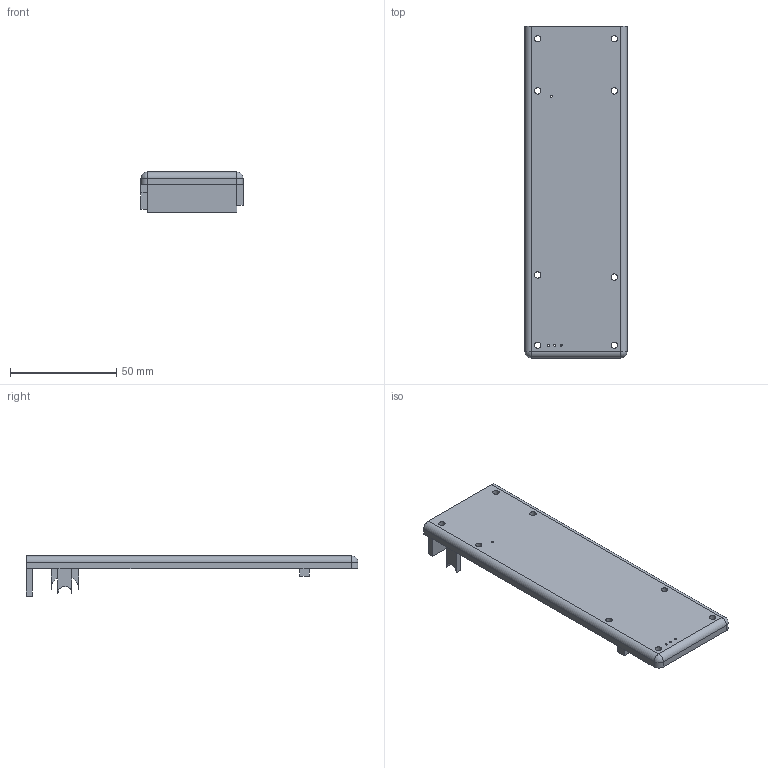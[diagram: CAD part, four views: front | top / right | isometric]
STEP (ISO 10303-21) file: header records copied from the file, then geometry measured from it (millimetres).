
FILE_DESCRIPTION(('FreeCAD Model'),'2;1');
FILE_NAME('Top_half.step', '2020-10-04T17:09:31',('Author'),(''), 'Open CASCADE STEP processor 7.3','FreeCAD','Unknown');
FILE_SCHEMA(('AUTOMOTIVE_DESIGN { 1 0 10303 214 1 1 1 1 }'));
Length unit declared in the file: millimetre
Products named in the file (1): Top_half
Bounding box: 48 x 156 x 18.85 mm (x, y, z)
Volume: 27812.9 mm3; surface area: 20241.6 mm2
Topology: 1 solids, 1 shells, 112 faces, 271 edges, 163 vertices
Faces by surface type: plane 73, cylinder 37, sphere 2
Full cylindrical faces by diameter (mm): 1 x8, 2 x4, 3 x8
Entity records: 6845 total; most frequent: CARTESIAN_POINT 1263, DIRECTION 1071, LINE 683, VECTOR 683, ORIENTED_EDGE 538, PCURVE 538, DEFINITIONAL_REPRESENTATION 538, EDGE_CURVE 269
